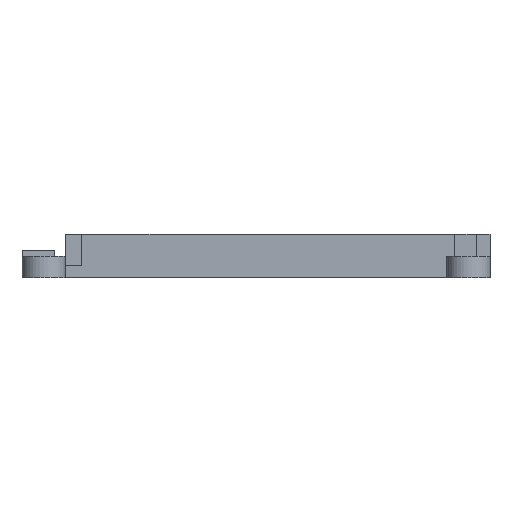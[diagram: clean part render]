
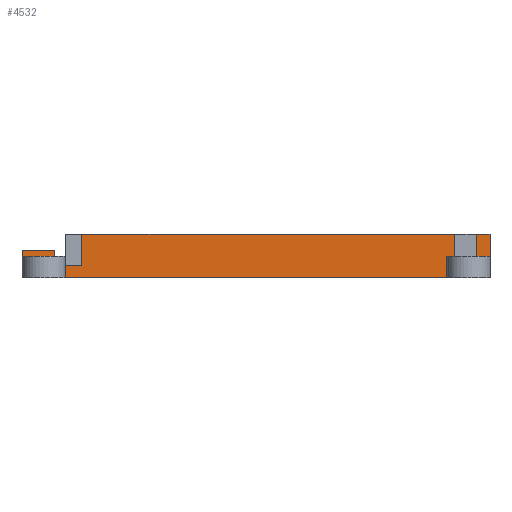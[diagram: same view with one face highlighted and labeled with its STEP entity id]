
A CAD part, left-side view. The second image highlights one B-rep face of the part: STEP entity #4532.
In plain terms, the highlighted planar face has unit normal (-1, 0, 0).
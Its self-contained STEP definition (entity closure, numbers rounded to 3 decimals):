
#133=FACE_OUTER_BOUND('',#397,.T.);
#397=EDGE_LOOP('',(#3247,#3248,#3249,#3250,#3251,#3252,#3253,#3254,#3255,
#3256,#3257,#3258));
#645=LINE('',#6256,#1273);
#692=LINE('',#6354,#1320);
#699=LINE('',#6368,#1327);
#703=LINE('',#6374,#1331);
#707=LINE('',#6382,#1335);
#815=LINE('',#6597,#1443);
#831=LINE('',#6630,#1459);
#832=LINE('',#6632,#1460);
#833=LINE('',#6633,#1461);
#834=LINE('',#6635,#1462);
#835=LINE('',#6637,#1463);
#836=LINE('',#6638,#1464);
#1273=VECTOR('',#5082,10.);
#1320=VECTOR('',#5139,10.);
#1327=VECTOR('',#5150,10.);
#1331=VECTOR('',#5156,10.);
#1335=VECTOR('',#5160,10.);
#1443=VECTOR('',#5270,10.);
#1459=VECTOR('',#5298,10.);
#1460=VECTOR('',#5299,10.);
#1461=VECTOR('',#5300,10.);
#1462=VECTOR('',#5301,10.);
#1463=VECTOR('',#5302,10.);
#1464=VECTOR('',#5303,10.);
#1899=VERTEX_POINT('',#6253);
#1900=VERTEX_POINT('',#6255);
#1944=VERTEX_POINT('',#6348);
#1946=VERTEX_POINT('',#6352);
#1951=VERTEX_POINT('',#6367);
#1952=VERTEX_POINT('',#6373);
#1955=VERTEX_POINT('',#6379);
#1956=VERTEX_POINT('',#6381);
#2073=VERTEX_POINT('',#6629);
#2074=VERTEX_POINT('',#6631);
#2075=VERTEX_POINT('',#6634);
#2076=VERTEX_POINT('',#6636);
#2346=EDGE_CURVE('',#1899,#1900,#645,.T.);
#2395=EDGE_CURVE('',#1944,#1946,#692,.T.);
#2402=EDGE_CURVE('',#1951,#1944,#699,.T.);
#2406=EDGE_CURVE('',#1952,#1951,#703,.T.);
#2410=EDGE_CURVE('',#1956,#1955,#707,.T.);
#2518=EDGE_CURVE('',#1900,#1946,#815,.T.);
#2534=EDGE_CURVE('',#1899,#2073,#831,.T.);
#2535=EDGE_CURVE('',#2073,#2074,#832,.T.);
#2536=EDGE_CURVE('',#2074,#1956,#833,.T.);
#2537=EDGE_CURVE('',#1955,#2075,#834,.T.);
#2538=EDGE_CURVE('',#2075,#2076,#835,.T.);
#2539=EDGE_CURVE('',#2076,#1952,#836,.T.);
#3247=ORIENTED_EDGE('',*,*,#2395,.T.);
#3248=ORIENTED_EDGE('',*,*,#2518,.F.);
#3249=ORIENTED_EDGE('',*,*,#2346,.F.);
#3250=ORIENTED_EDGE('',*,*,#2534,.T.);
#3251=ORIENTED_EDGE('',*,*,#2535,.T.);
#3252=ORIENTED_EDGE('',*,*,#2536,.T.);
#3253=ORIENTED_EDGE('',*,*,#2410,.T.);
#3254=ORIENTED_EDGE('',*,*,#2537,.T.);
#3255=ORIENTED_EDGE('',*,*,#2538,.T.);
#3256=ORIENTED_EDGE('',*,*,#2539,.T.);
#3257=ORIENTED_EDGE('',*,*,#2406,.T.);
#3258=ORIENTED_EDGE('',*,*,#2402,.T.);
#4312=PLANE('',#4783);
#4532=ADVANCED_FACE('',(#133),#4312,.T.);
#4783=AXIS2_PLACEMENT_3D('',#6628,#5296,#5297);
#5082=DIRECTION('',(0.,1.,0.));
#5139=DIRECTION('',(0.,1.,0.));
#5150=DIRECTION('',(0.,0.,1.));
#5156=DIRECTION('',(0.,1.,0.));
#5160=DIRECTION('',(0.,1.,0.));
#5270=DIRECTION('',(0.,0.,1.));
#5296=DIRECTION('center_axis',(-1.,0.,0.));
#5297=DIRECTION('ref_axis',(0.,0.,1.));
#5298=DIRECTION('',(0.,0.,1.));
#5299=DIRECTION('',(0.,1.,0.));
#5300=DIRECTION('',(0.,0.,-1.));
#5301=DIRECTION('',(0.,0.,1.));
#5302=DIRECTION('',(0.,1.,0.));
#5303=DIRECTION('',(0.,0.,-1.));
#6253=CARTESIAN_POINT('',(-5.,0.,-3.));
#6255=CARTESIAN_POINT('',(-5.,86.,-3.));
#6256=CARTESIAN_POINT('',(-5.,78.,-3.));
#6348=CARTESIAN_POINT('',(-5.,80.,2.));
#6352=CARTESIAN_POINT('',(-5.,86.,2.));
#6354=CARTESIAN_POINT('',(-5.,81.5,2.));
#6367=CARTESIAN_POINT('',(-5.,80.,-0.8));
#6368=CARTESIAN_POINT('',(-5.,80.,-0.8));
#6373=CARTESIAN_POINT('',(-5.,75.,-0.8));
#6374=CARTESIAN_POINT('',(-5.,60.,-0.8));
#6379=CARTESIAN_POINT('',(-5.,6.5,-0.8));
#6381=CARTESIAN_POINT('',(-5.,2.5,-0.8));
#6382=CARTESIAN_POINT('',(-5.,60.,-0.8));
#6597=CARTESIAN_POINT('',(-5.,86.,-0.8));
#6628=CARTESIAN_POINT('Origin',(-5.,80.,0.));
#6629=CARTESIAN_POINT('',(-5.,0.,5.));
#6630=CARTESIAN_POINT('',(-5.,0.,0.));
#6631=CARTESIAN_POINT('',(-5.,2.5,5.));
#6632=CARTESIAN_POINT('',(-5.,42.25,5.));
#6633=CARTESIAN_POINT('',(-5.,2.5,-0.25));
#6634=CARTESIAN_POINT('',(-5.,6.5,5.));
#6635=CARTESIAN_POINT('',(-5.,6.5,0.));
#6636=CARTESIAN_POINT('',(-5.,75.,5.));
#6637=CARTESIAN_POINT('',(-5.,9.,5.));
#6638=CARTESIAN_POINT('',(-5.,75.,-0.25));
